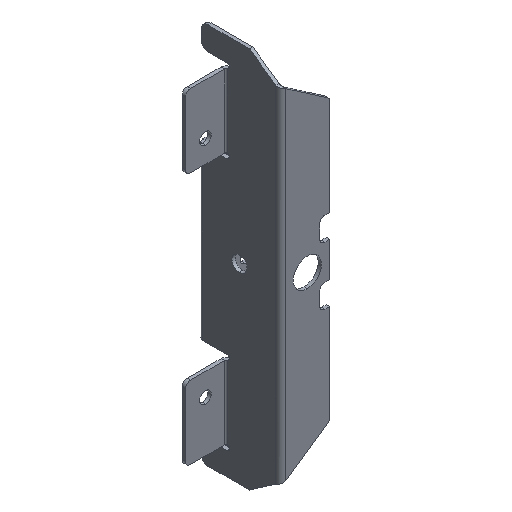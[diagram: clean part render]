
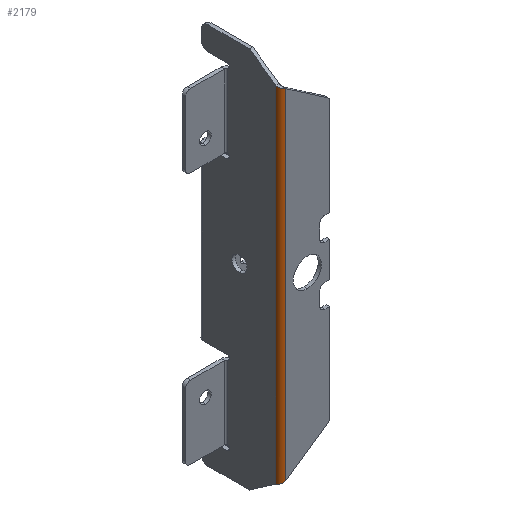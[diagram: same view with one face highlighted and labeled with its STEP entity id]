
A CAD part, isometric view. The second image highlights one B-rep face of the part: STEP entity #2179.
In plain terms, the highlighted cylindrical face has radius 3 mm (diameter 6 mm), a partial arc.
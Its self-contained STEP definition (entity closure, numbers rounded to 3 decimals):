
#285 = VERTEX_POINT ( 'NONE', #1857 ) ;
#425 = CARTESIAN_POINT ( 'NONE',  ( 3., -25., 102.203 ) ) ;
#433 = CARTESIAN_POINT ( 'NONE',  ( 2.607, -25., 102.351 ) ) ;
#442 = CARTESIAN_POINT ( 'NONE',  ( 2.215, -24.922, 102.499 ) ) ;
#447 = CARTESIAN_POINT ( 'NONE',  ( 3., -25., 111. ) ) ;
#458 = CARTESIAN_POINT ( 'NONE',  ( 1.489, -24.621, 102.795 ) ) ;
#460 = AXIS2_PLACEMENT_3D ( 'NONE', #676, #605, #666 ) ;
#463 = CARTESIAN_POINT ( 'NONE',  ( 1.156, -24.399, 102.943 ) ) ;
#467 = CARTESIAN_POINT ( 'NONE',  ( 0.601, -23.844, 103.238 ) ) ;
#472 = CARTESIAN_POINT ( 'NONE',  ( 0.379, -23.511, 103.386 ) ) ;
#483 = CARTESIAN_POINT ( 'NONE',  ( 0.078, -22.785, 103.682 ) ) ;
#523 = CARTESIAN_POINT ( 'NONE',  ( 0., -22.393, 103.83 ) ) ;
#595 = CARTESIAN_POINT ( 'NONE',  ( 0., -22., 103.978 ) ) ;
#605 = DIRECTION ( 'NONE',  ( 0., 0., -1. ) ) ;
#647 = DIRECTION ( 'NONE',  ( 0., 0., -1. ) ) ;
#666 = DIRECTION ( 'NONE',  ( 0., 1., 0. ) ) ;
#676 = CARTESIAN_POINT ( 'NONE',  ( 3., -22., 207.981 ) ) ;
#697 = VERTEX_POINT ( 'NONE', #1070 ) ;
#810 = VERTEX_POINT ( 'NONE', #987 ) ;
#815 = DIRECTION ( 'NONE',  ( 0., 0., -1. ) ) ;
#857 = CARTESIAN_POINT ( 'NONE',  ( 0., -22., 111. ) ) ;
#862 = CARTESIAN_POINT ( 'NONE',  ( 0.078, -22.785, -103.682 ) ) ;
#987 = CARTESIAN_POINT ( 'NONE',  ( 3., -25., -102.203 ) ) ;
#1070 = CARTESIAN_POINT ( 'NONE',  ( 0., -22., -103.978 ) ) ;
#1216 = CARTESIAN_POINT ( 'NONE',  ( 0., -22., -103.978 ) ) ;
#1262 = CARTESIAN_POINT ( 'NONE',  ( 0., -22.393, -103.83 ) ) ;
#1283 = EDGE_LOOP ( 'NONE', ( #1866, #1902, #1912, #2725 ) ) ;
#1328 = CYLINDRICAL_SURFACE ( 'NONE', #460, 3. ) ;
#1377 = CARTESIAN_POINT ( 'NONE',  ( 0.601, -23.844, -103.238 ) ) ;
#1380 = CARTESIAN_POINT ( 'NONE',  ( 1.156, -24.399, -102.943 ) ) ;
#1410 = EDGE_CURVE ( 'NONE', #810, #697, #2667, .T. ) ;
#1415 = FACE_OUTER_BOUND ( 'NONE', #1283, .T. ) ;
#1460 = VECTOR ( 'NONE', #815, 1000. ) ;
#1485 = EDGE_CURVE ( 'NONE', #1988, #810, #3003, .T. ) ;
#1524 = B_SPLINE_CURVE_WITH_KNOTS ( 'NONE', 3,
 ( #595, #523, #483, #472, #467, #463, #458, #442, #433, #425 ),
 .UNSPECIFIED., .F., .F.,
 ( 4, 2, 2, 2, 4 ),
 ( 0., 0.25, 0.5, 0.75, 1. ),
 .UNSPECIFIED. ) ;
#1532 = CARTESIAN_POINT ( 'NONE',  ( 0.379, -23.511, -103.386 ) ) ;
#1572 = CARTESIAN_POINT ( 'NONE',  ( 1.489, -24.621, -102.795 ) ) ;
#1586 = CARTESIAN_POINT ( 'NONE',  ( 2.215, -24.922, -102.499 ) ) ;
#1614 = LINE ( 'NONE', #857, #1460 ) ;
#1616 = CARTESIAN_POINT ( 'NONE',  ( 3., -25., -102.203 ) ) ;
#1627 = CARTESIAN_POINT ( 'NONE',  ( 3., -25., 102.203 ) ) ;
#1773 = CARTESIAN_POINT ( 'NONE',  ( 2.607, -25., -102.351 ) ) ;
#1857 = CARTESIAN_POINT ( 'NONE',  ( 0., -22., 103.978 ) ) ;
#1866 = ORIENTED_EDGE ( 'NONE', *, *, #1410, .F. ) ;
#1902 = ORIENTED_EDGE ( 'NONE', *, *, #1485, .F. ) ;
#1912 = ORIENTED_EDGE ( 'NONE', *, *, #2204, .F. ) ;
#1988 = VERTEX_POINT ( 'NONE', #1627 ) ;
#2151 = EDGE_CURVE ( 'NONE', #285, #697, #1614, .T. ) ;
#2179 = ADVANCED_FACE ( 'NONE', ( #1415 ), #1328, .T. ) ;
#2204 = EDGE_CURVE ( 'NONE', #285, #1988, #1524, .T. ) ;
#2667 = B_SPLINE_CURVE_WITH_KNOTS ( 'NONE', 3,
 ( #1616, #1773, #1586, #1572, #1380, #1377, #1532, #862, #1262, #1216 ),
 .UNSPECIFIED., .F., .F.,
 ( 4, 2, 2, 2, 4 ),
 ( 0., 0.25, 0.5, 0.75, 1. ),
 .UNSPECIFIED. ) ;
#2725 = ORIENTED_EDGE ( 'NONE', *, *, #2151, .T. ) ;
#2946 = VECTOR ( 'NONE', #647, 1000. ) ;
#3003 = LINE ( 'NONE', #447, #2946 ) ;
